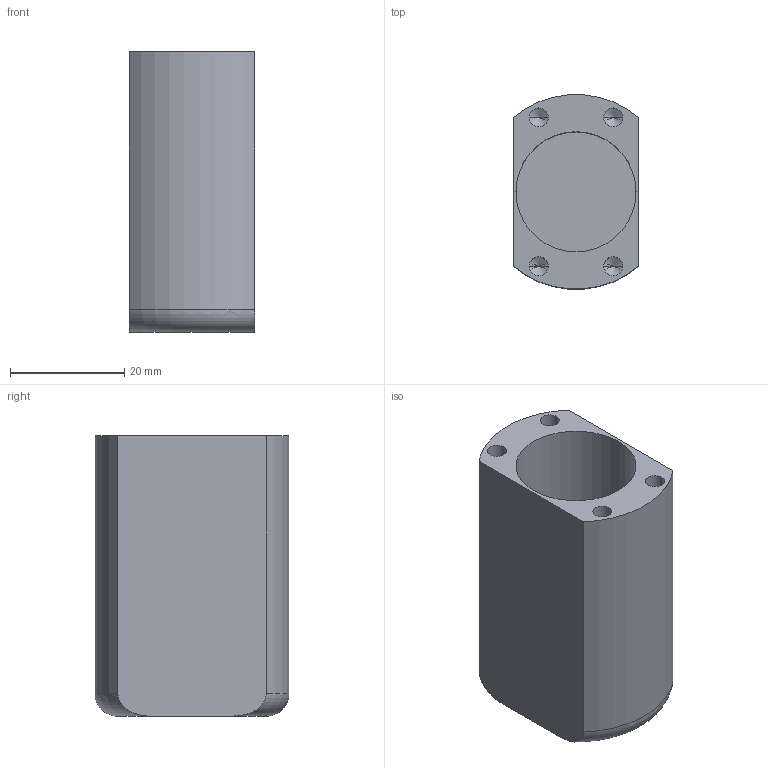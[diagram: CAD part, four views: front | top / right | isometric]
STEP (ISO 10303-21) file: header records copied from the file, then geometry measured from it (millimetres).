
FILE_DESCRIPTION (( 'STEP AP214' ), '1' );
FILE_NAME ('UTCrawlV1_USI_004.STEP', '2019-09-24T06:50:03', ( '' ), ( '' ), 'SwSTEP 2.0', 'SolidWorks 2018', '' );
FILE_SCHEMA (( 'AUTOMOTIVE_DESIGN' ));
Length unit declared in the file: millimetre
Products named in the file (1): UTCrawlV1_USI_004
Bounding box: 22 x 33.9 x 49 mm (x, y, z)
Volume: 17035.9 mm3; surface area: 9772.8 mm2
Topology: 1 solids, 1 shells, 27 faces, 64 edges, 36 vertices
Faces by surface type: cylinder 12, cone 8, plane 5, torus 2
Entity records: 902 total; most frequent: CARTESIAN_POINT 184, DIRECTION 134, ORIENTED_EDGE 112, EDGE_CURVE 56, AXIS2_PLACEMENT_3D 54, VERTEX_POINT 36, EDGE_LOOP 32, FACE_OUTER_BOUND 27
